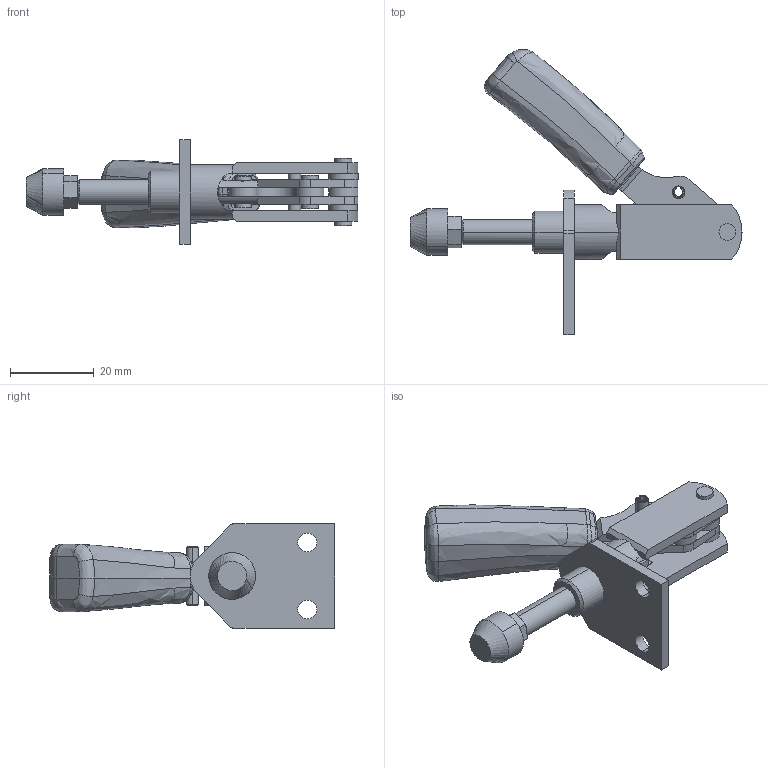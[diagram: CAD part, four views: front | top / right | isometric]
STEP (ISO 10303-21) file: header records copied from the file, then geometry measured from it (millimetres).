
FILE_DESCRIPTION (( 'STEP AP214' ), '1' );
FILE_NAME ('M60-0.STEP', '2023-08-26T07:05:10', ( '' ), ( '' ), 'SwSTEP 2.0', 'SolidWorks 2015', '' );
FILE_SCHEMA (( 'AUTOMOTIVE_DESIGN' ));
Length unit declared in the file: millimetre
Products named in the file (17): 841-0-14 kol sabitleme halkasi; M60D-0; 841-0-7 baski ayi; 841-0-16 mil ay percini; 841-0-5 otomat govde; 841-0-4 kol; 841-0-10 civata; 841-0-3 kol; 841-0-1 mil; M60-0; 841-0-13 somun; 841-0-18 yarikli pim; 841-0-11 lastik; 841-0-15 govde kol percini; 841-0-17 percin; 841-0-9 kol sabitleme halkasi; 0
Assembly tree (17 placements, depth 2):
  M60-0
    841-0-5 otomat govde
    841-0-1 mil
    841-0-10 civata
    841-0-11 lastik
    841-0-13 somun
    841-0-9 kol sabitleme halkasi  x2
    841-0-3 kol
    841-0-4 kol
    841-0-14 kol sabitleme halkasi
    841-0-7 baski ayi
    841-0-15 govde kol percini
    841-0-16 mil ay percini
    841-0-17 percin
    841-0-18 yarikli pim
    0
    M60D-0
Bounding box: 79.2 x 68 x 25 mm (x, y, z)
Volume: 16322.1 mm3; surface area: 13269.5 mm2
Topology: 17 solids, 17 shells, 432 faces, 1072 edges, 696 vertices
Faces by surface type: plane 204, cylinder 112, bspline 107, cone 9
Entity records: 23073 total; most frequent: CARTESIAN_POINT 8250, ORIENTED_EDGE 2116, DIRECTION 1735, EDGE_CURVE 1058, VERTEX_POINT 688, AXIS2_PLACEMENT_3D 579, LINE 577, VECTOR 577
